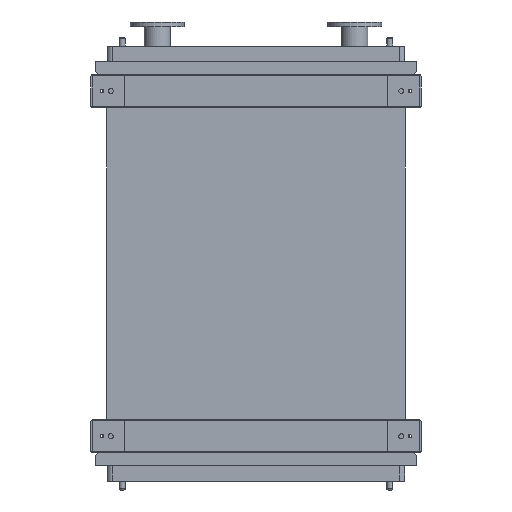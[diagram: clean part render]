
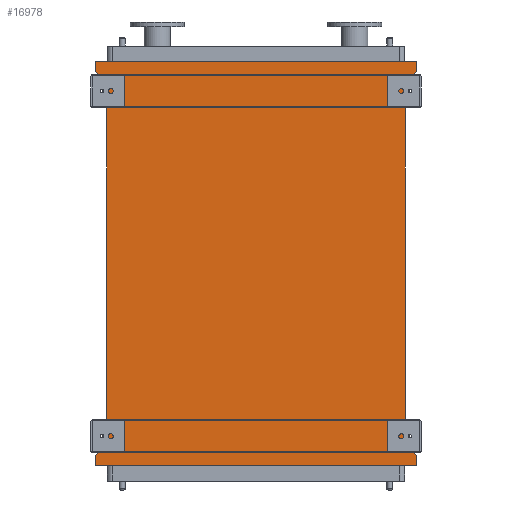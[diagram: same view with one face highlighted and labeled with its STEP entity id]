
A CAD part, front view. The second image highlights one B-rep face of the part: STEP entity #16978.
In plain terms, the highlighted planar face has unit normal (0, -1, 0).
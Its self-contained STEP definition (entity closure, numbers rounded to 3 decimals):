
#295 = CARTESIAN_POINT ( 'NONE',  ( 651., 0., -1545. ) ) ;
#394 = CARTESIAN_POINT ( 'NONE',  ( 605., 0., -1450. ) ) ;
#499 = VECTOR ( 'NONE', #13616, 1000. ) ;
#644 = CARTESIAN_POINT ( 'NONE',  ( -605., 0., 0. ) ) ;
#737 = VECTOR ( 'NONE', #4059, 1000. ) ;
#778 = CARTESIAN_POINT ( 'NONE',  ( 651., 0., -1503. ) ) ;
#1269 = ORIENTED_EDGE ( 'NONE', *, *, #9972, .F. ) ;
#1385 = LINE ( 'NONE', #8360, #20330 ) ;
#1632 = EDGE_LOOP ( 'NONE', ( #13992, #5209, #22626, #18251, #21388, #1269, #4898, #2752, #11946, #6401, #19371, #8890 ) ) ;
#2382 = PLANE ( 'NONE',  #13939 ) ;
#2460 = VECTOR ( 'NONE', #10053, 1000. ) ;
#2482 = LINE ( 'NONE', #295, #20897 ) ;
#2752 = ORIENTED_EDGE ( 'NONE', *, *, #10006, .F. ) ;
#2895 = VERTEX_POINT ( 'NONE', #644 ) ;
#3035 = VECTOR ( 'NONE', #3814, 1000. ) ;
#3814 = DIRECTION ( 'NONE',  ( 0., 0., 1. ) ) ;
#4059 = DIRECTION ( 'NONE',  ( 0., 0., 1. ) ) ;
#4224 = CARTESIAN_POINT ( 'NONE',  ( -651., 0., 53. ) ) ;
#4498 = EDGE_CURVE ( 'NONE', #4646, #7197, #9663, .T. ) ;
#4646 = VERTEX_POINT ( 'NONE', #8880 ) ;
#4693 = VERTEX_POINT ( 'NONE', #23817 ) ;
#4699 = LINE ( 'NONE', #778, #499 ) ;
#4721 = VECTOR ( 'NONE', #20186, 1000. ) ;
#4898 = ORIENTED_EDGE ( 'NONE', *, *, #7626, .F. ) ;
#5209 = ORIENTED_EDGE ( 'NONE', *, *, #9922, .F. ) ;
#5215 = CARTESIAN_POINT ( 'NONE',  ( -651., 0., -1503. ) ) ;
#5269 = VECTOR ( 'NONE', #18277, 1000. ) ;
#5455 = CARTESIAN_POINT ( 'NONE',  ( 651., 0., -1503. ) ) ;
#5490 = VERTEX_POINT ( 'NONE', #394 ) ;
#6401 = ORIENTED_EDGE ( 'NONE', *, *, #10067, .F. ) ;
#7031 = CARTESIAN_POINT ( 'NONE',  ( 651., 0., 95. ) ) ;
#7197 = VERTEX_POINT ( 'NONE', #19571 ) ;
#7514 = DIRECTION ( 'NONE',  ( -1., 0., 0. ) ) ;
#7626 = EDGE_CURVE ( 'NONE', #4693, #2895, #14786, .T. ) ;
#7793 = DIRECTION ( 'NONE',  ( 0., 0., -1. ) ) ;
#8360 = CARTESIAN_POINT ( 'NONE',  ( 605., 0., -1450. ) ) ;
#8417 = LINE ( 'NONE', #9228, #14020 ) ;
#8647 = DIRECTION ( 'NONE',  ( 1., 0., 0. ) ) ;
#8880 = CARTESIAN_POINT ( 'NONE',  ( -651., 0., 95. ) ) ;
#8890 = ORIENTED_EDGE ( 'NONE', *, *, #10404, .F. ) ;
#9049 = VECTOR ( 'NONE', #8647, 1000. ) ;
#9228 = CARTESIAN_POINT ( 'NONE',  ( -651., 0., -1503. ) ) ;
#9586 = VECTOR ( 'NONE', #12867, 1000. ) ;
#9663 = LINE ( 'NONE', #19697, #9049 ) ;
#9783 = EDGE_CURVE ( 'NONE', #5490, #18955, #1385, .T. ) ;
#9922 = EDGE_CURVE ( 'NONE', #20043, #18955, #17494, .T. ) ;
#9927 = EDGE_CURVE ( 'NONE', #7197, #20043, #15155, .T. ) ;
#9961 = EDGE_CURVE ( 'NONE', #14959, #4646, #14582, .T. ) ;
#9972 = EDGE_CURVE ( 'NONE', #2895, #14959, #23809, .T. ) ;
#10006 = EDGE_CURVE ( 'NONE', #13640, #4693, #8417, .T. ) ;
#10033 = EDGE_CURVE ( 'NONE', #20450, #13640, #22088, .T. ) ;
#10053 = DIRECTION ( 'NONE',  ( 0.655, 0., -0.755 ) ) ;
#10067 = EDGE_CURVE ( 'NONE', #13781, #20450, #2482, .T. ) ;
#10329 = EDGE_CURVE ( 'NONE', #13701, #13781, #4699, .T. ) ;
#10404 = EDGE_CURVE ( 'NONE', #5490, #13701, #12233, .T. ) ;
#10772 = VECTOR ( 'NONE', #23769, 1000. ) ;
#10807 = CARTESIAN_POINT ( 'NONE',  ( 651., 0., 53. ) ) ;
#10975 = CARTESIAN_POINT ( 'NONE',  ( -605., 0., 0. ) ) ;
#11133 = DIRECTION ( 'NONE',  ( 0.655, 0., 0.755 ) ) ;
#11607 = FACE_OUTER_BOUND ( 'NONE', #1632, .T. ) ;
#11946 = ORIENTED_EDGE ( 'NONE', *, *, #10033, .F. ) ;
#12233 = LINE ( 'NONE', #13847, #2460 ) ;
#12867 = DIRECTION ( 'NONE',  ( -0.655, 0., 0.755 ) ) ;
#13616 = DIRECTION ( 'NONE',  ( 0., 0., -1. ) ) ;
#13640 = VERTEX_POINT ( 'NONE', #5215 ) ;
#13701 = VERTEX_POINT ( 'NONE', #5455 ) ;
#13781 = VERTEX_POINT ( 'NONE', #16764 ) ;
#13847 = CARTESIAN_POINT ( 'NONE',  ( 605., 0., -1450. ) ) ;
#13939 = AXIS2_PLACEMENT_3D ( 'NONE', #15089, #18944, #7793 ) ;
#13992 = ORIENTED_EDGE ( 'NONE', *, *, #9783, .T. ) ;
#14020 = VECTOR ( 'NONE', #11133, 1000. ) ;
#14582 = LINE ( 'NONE', #20019, #4721 ) ;
#14786 = LINE ( 'NONE', #22498, #737 ) ;
#14959 = VERTEX_POINT ( 'NONE', #4224 ) ;
#15089 = CARTESIAN_POINT ( 'NONE',  ( -605., 0., -1450. ) ) ;
#15155 = LINE ( 'NONE', #7031, #5269 ) ;
#16764 = CARTESIAN_POINT ( 'NONE',  ( 651., 0., -1545. ) ) ;
#16774 = CARTESIAN_POINT ( 'NONE',  ( -651., 0., -1545. ) ) ;
#16917 = CARTESIAN_POINT ( 'NONE',  ( -651., 0., -1545. ) ) ;
#16978 = ADVANCED_FACE ( 'NONE', ( #11607 ), #2382, .T. ) ;
#17494 = LINE ( 'NONE', #10807, #10772 ) ;
#18251 = ORIENTED_EDGE ( 'NONE', *, *, #4498, .F. ) ;
#18277 = DIRECTION ( 'NONE',  ( 0., 0., -1. ) ) ;
#18944 = DIRECTION ( 'NONE',  ( 0., -1., 0. ) ) ;
#18955 = VERTEX_POINT ( 'NONE', #21937 ) ;
#19371 = ORIENTED_EDGE ( 'NONE', *, *, #10329, .F. ) ;
#19480 = DIRECTION ( 'NONE',  ( 0., 0., 1. ) ) ;
#19571 = CARTESIAN_POINT ( 'NONE',  ( 651., 0., 95. ) ) ;
#19697 = CARTESIAN_POINT ( 'NONE',  ( -651., 0., 95. ) ) ;
#20019 = CARTESIAN_POINT ( 'NONE',  ( -651., 0., 53. ) ) ;
#20043 = VERTEX_POINT ( 'NONE', #23228 ) ;
#20186 = DIRECTION ( 'NONE',  ( 0., 0., 1. ) ) ;
#20330 = VECTOR ( 'NONE', #19480, 1000. ) ;
#20450 = VERTEX_POINT ( 'NONE', #16917 ) ;
#20897 = VECTOR ( 'NONE', #7514, 1000. ) ;
#21388 = ORIENTED_EDGE ( 'NONE', *, *, #9961, .F. ) ;
#21937 = CARTESIAN_POINT ( 'NONE',  ( 605., 0., 0. ) ) ;
#22088 = LINE ( 'NONE', #16774, #3035 ) ;
#22498 = CARTESIAN_POINT ( 'NONE',  ( -605., 0., -1450. ) ) ;
#22626 = ORIENTED_EDGE ( 'NONE', *, *, #9927, .F. ) ;
#23228 = CARTESIAN_POINT ( 'NONE',  ( 651., 0., 53. ) ) ;
#23769 = DIRECTION ( 'NONE',  ( -0.655, 0., -0.755 ) ) ;
#23809 = LINE ( 'NONE', #10975, #9586 ) ;
#23817 = CARTESIAN_POINT ( 'NONE',  ( -605., 0., -1450. ) ) ;
